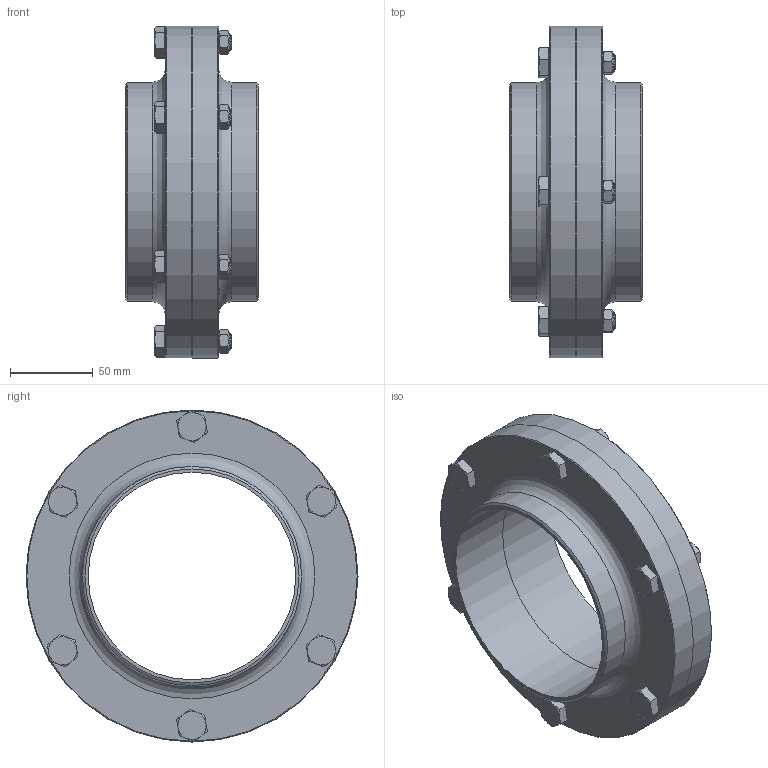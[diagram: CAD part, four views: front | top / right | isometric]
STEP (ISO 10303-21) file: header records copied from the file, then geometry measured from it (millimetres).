
FILE_DESCRIPTION((''),'2;1');
FILE_NAME('14500125X200.stp','2010-08-09T09:52:07',('thilbrands'),(''),'Autodesk Inventor 2008','Autodesk Inventor 2008','');
FILE_SCHEMA(('AUTOMOTIVE_DESIGN { 1 0 10303 214 1 1 1 1 }'));
Length unit declared in the file: millimetre
Products named in the file (6): 145000101200; 145100101-DN125; 11100010-DN125; 145200101-DN125; DIN 933 - ersetzt durch DIN EN 24017 M10  x 40; 28674 M8
Assembly tree (15 placements, depth 2):
  145000101200
    145100101-DN125
    11100010-DN125
    145200101-DN125
    DIN 933 - ersetzt durch DIN EN 24017 M10  x 40  x6
    28674 M8  x6
Bounding box: 80 x 200 x 200 mm (x, y, z)
Volume: 709810 mm3; surface area: 179125.8 mm2
Topology: 15 solids, 15 shells, 244 faces, 526 edges, 328 vertices
Faces by surface type: plane 118, cone 76, cylinder 28, bspline 20, torus 2
Full cylindrical faces by diameter (mm): 9.188 x6, 10 x6, 15.4 x6, 125 x2, 130 x2, 132 x2, 141.8 x1, 142 x1, 200 x2
Entity records: 2301 total; most frequent: CARTESIAN_POINT 660, DIRECTION 320, ORIENTED_EDGE 226, EDGE_LOOP 152, AXIS2_PLACEMENT_3D 151, EDGE_CURVE 113, VERTEX_POINT 95, FACE_BOUND 78
